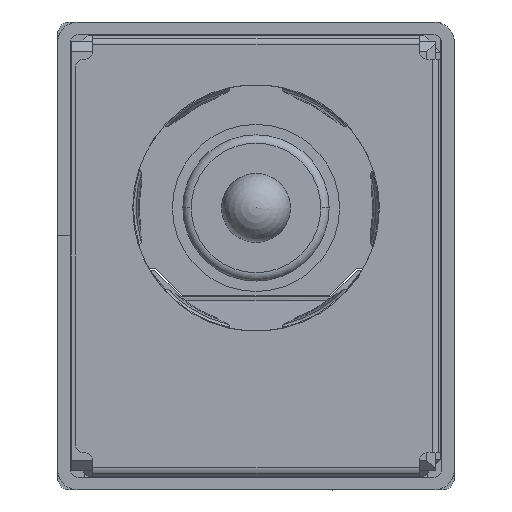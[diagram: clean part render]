
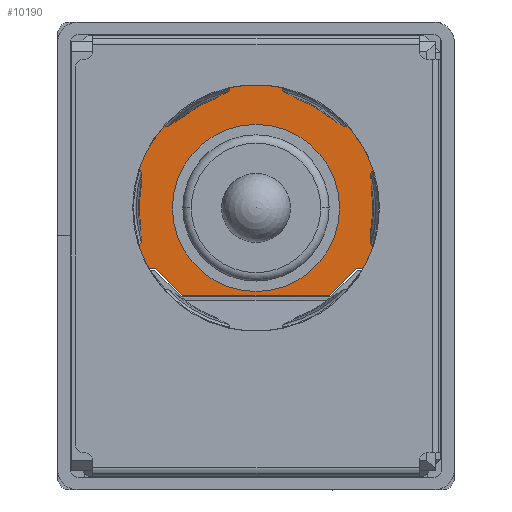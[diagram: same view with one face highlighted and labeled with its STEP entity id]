
A CAD part, left-side view. The second image highlights one B-rep face of the part: STEP entity #10190.
In plain terms, the highlighted planar face has unit normal (-1, 0, 0).
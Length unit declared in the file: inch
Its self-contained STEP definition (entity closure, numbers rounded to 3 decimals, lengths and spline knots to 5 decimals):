
#1000 = LINE ( 'NONE', #9019, #13743 ) ;
#3411 = FACE_BOUND ( 'NONE', #22531, .T. ) ;
#3780 = VERTEX_POINT ( 'NONE', #27596 ) ;
#3893 = CARTESIAN_POINT ( 'NONE',  ( -0.08136, 0.33663, -0.08268 ) ) ;
#4114 = CARTESIAN_POINT ( 'NONE',  ( -0.08136, 0.26773, 0. ) ) ;
#4150 = CARTESIAN_POINT ( 'NONE',  ( -0.08136, 0.19884, -0.08268 ) ) ;
#4219 = VERTEX_POINT ( 'NONE', #13580 ) ;
#4753 = ORIENTED_EDGE ( 'NONE', *, *, #33246, .T. ) ;
#4890 = VECTOR ( 'NONE', #13449, 39.37008 ) ;
#5284 = AXIS2_PLACEMENT_3D ( 'NONE', #29923, #30263, #21637 ) ;
#5298 = VECTOR ( 'NONE', #24974, 39.37008 ) ;
#5390 = EDGE_CURVE ( 'NONE', #26216, #17437, #32982, .T. ) ;
#5411 = ORIENTED_EDGE ( 'NONE', *, *, #26985, .F. ) ;
#6149 = DIRECTION ( 'NONE',  ( -1., 0., 0. ) ) ;
#6694 = DIRECTION ( 'NONE',  ( 1., 0., 0. ) ) ;
#7557 = CIRCLE ( 'NONE', #5284, 0.11614 ) ;
#8168 = CIRCLE ( 'NONE', #30193, 0.07874 ) ;
#8787 = CIRCLE ( 'NONE', #20691, 0.07874 ) ;
#9019 = CARTESIAN_POINT ( 'NONE',  ( -0.08136, 0.17325, -0.05709 ) ) ;
#9656 = CARTESIAN_POINT ( 'NONE',  ( -0.08136, 0.33663, -0.08268 ) ) ;
#9748 = VERTEX_POINT ( 'NONE', #26508 ) ;
#10129 = AXIS2_PLACEMENT_3D ( 'NONE', #34682, #10397, #29346 ) ;
#10190 = ADVANCED_FACE ( 'NONE', ( #14083, #3411 ), #15120, .F. ) ;
#10397 = DIRECTION ( 'NONE',  ( -1., 0., 0. ) ) ;
#10453 = CARTESIAN_POINT ( 'NONE',  ( -0.08136, 0.26773, -0.00551 ) ) ;
#10474 = EDGE_CURVE ( 'NONE', #33490, #9748, #1000, .T. ) ;
#11753 = ORIENTED_EDGE ( 'NONE', *, *, #5390, .T. ) ;
#12180 = VECTOR ( 'NONE', #25530, 39.37008 ) ;
#12316 = CARTESIAN_POINT ( 'NONE',  ( -0.08136, 0.17325, -0.05709 ) ) ;
#12329 = VERTEX_POINT ( 'NONE', #24632 ) ;
#12633 = EDGE_CURVE ( 'NONE', #4219, #13290, #7557, .T. ) ;
#12710 = LINE ( 'NONE', #18744, #4890 ) ;
#12947 = DIRECTION ( 'NONE',  ( 0., 1., 0. ) ) ;
#13290 = VERTEX_POINT ( 'NONE', #27352 ) ;
#13449 = DIRECTION ( 'NONE',  ( 0., -0.707, 0.707 ) ) ;
#13580 = CARTESIAN_POINT ( 'NONE',  ( -0.08136, 0.15159, 0. ) ) ;
#13685 = EDGE_CURVE ( 'NONE', #17437, #34775, #31202, .T. ) ;
#13743 = VECTOR ( 'NONE', #31500, 39.37008 ) ;
#13855 = CARTESIAN_POINT ( 'NONE',  ( -0.08136, 0.26773, 0. ) ) ;
#14083 = FACE_OUTER_BOUND ( 'NONE', #20748, .T. ) ;
#14471 = ORIENTED_EDGE ( 'NONE', *, *, #13685, .T. ) ;
#14989 = AXIS2_PLACEMENT_3D ( 'NONE', #13855, #6149, #16996 ) ;
#15120 = PLANE ( 'NONE',  #28365 ) ;
#16106 = CARTESIAN_POINT ( 'NONE',  ( -0.08136, 0.36222, -0.05709 ) ) ;
#16522 = ORIENTED_EDGE ( 'NONE', *, *, #12633, .T. ) ;
#16944 = VERTEX_POINT ( 'NONE', #26955 ) ;
#16996 = DIRECTION ( 'NONE',  ( 0., 1., 0. ) ) ;
#17131 = ORIENTED_EDGE ( 'NONE', *, *, #32182, .T. ) ;
#17437 = VERTEX_POINT ( 'NONE', #9656 ) ;
#18744 = CARTESIAN_POINT ( 'NONE',  ( -0.08136, 0.19884, -0.08268 ) ) ;
#19782 = EDGE_CURVE ( 'NONE', #13290, #16944, #32737, .T. ) ;
#19873 = CARTESIAN_POINT ( 'NONE',  ( -0.08136, 0.36222, -0.05709 ) ) ;
#20635 = CIRCLE ( 'NONE', #14989, 0.11614 ) ;
#20658 = ORIENTED_EDGE ( 'NONE', *, *, #31550, .T. ) ;
#20691 = AXIS2_PLACEMENT_3D ( 'NONE', #28865, #6694, #28147 ) ;
#20748 = EDGE_LOOP ( 'NONE', ( #5411, #11753, #14471, #4753, #33862, #20658, #16522, #30722 ) ) ;
#21637 = DIRECTION ( 'NONE',  ( 0., 1., 0. ) ) ;
#22531 = EDGE_LOOP ( 'NONE', ( #17131, #31365 ) ) ;
#23931 = EDGE_CURVE ( 'NONE', #3780, #12329, #8168, .T. ) ;
#24632 = CARTESIAN_POINT ( 'NONE',  ( -0.08136, 0.34647, 0. ) ) ;
#24974 = DIRECTION ( 'NONE',  ( 0., -0.707, -0.707 ) ) ;
#25530 = DIRECTION ( 'NONE',  ( 0., -1., 0. ) ) ;
#25751 = DIRECTION ( 'NONE',  ( 0., -1., 0. ) ) ;
#26216 = VERTEX_POINT ( 'NONE', #33122 ) ;
#26508 = CARTESIAN_POINT ( 'NONE',  ( -0.08136, 0.16659, -0.05709 ) ) ;
#26516 = VECTOR ( 'NONE', #32200, 39.37008 ) ;
#26955 = CARTESIAN_POINT ( 'NONE',  ( -0.08136, 0.36888, -0.05709 ) ) ;
#26985 = EDGE_CURVE ( 'NONE', #26216, #16944, #32553, .T. ) ;
#27352 = CARTESIAN_POINT ( 'NONE',  ( -0.08136, 0.38388, 0. ) ) ;
#27596 = CARTESIAN_POINT ( 'NONE',  ( -0.08136, 0.18899, 0. ) ) ;
#28147 = DIRECTION ( 'NONE',  ( 0., -1., 0. ) ) ;
#28365 = AXIS2_PLACEMENT_3D ( 'NONE', #10453, #31368, #12947 ) ;
#28865 = CARTESIAN_POINT ( 'NONE',  ( -0.08136, 0.26773, 0. ) ) ;
#29346 = DIRECTION ( 'NONE',  ( 0., 1., 0. ) ) ;
#29923 = CARTESIAN_POINT ( 'NONE',  ( -0.08136, 0.26773, 0. ) ) ;
#30193 = AXIS2_PLACEMENT_3D ( 'NONE', #4114, #34461, #25751 ) ;
#30263 = DIRECTION ( 'NONE',  ( -1., 0., 0. ) ) ;
#30722 = ORIENTED_EDGE ( 'NONE', *, *, #19782, .T. ) ;
#31202 = LINE ( 'NONE', #3893, #12180 ) ;
#31365 = ORIENTED_EDGE ( 'NONE', *, *, #23931, .T. ) ;
#31368 = DIRECTION ( 'NONE',  ( 1., 0., 0. ) ) ;
#31500 = DIRECTION ( 'NONE',  ( 0., -1., 0. ) ) ;
#31550 = EDGE_CURVE ( 'NONE', #9748, #4219, #20635, .T. ) ;
#32182 = EDGE_CURVE ( 'NONE', #12329, #3780, #8787, .T. ) ;
#32200 = DIRECTION ( 'NONE',  ( 0., 1., 0. ) ) ;
#32553 = LINE ( 'NONE', #16106, #26516 ) ;
#32737 = CIRCLE ( 'NONE', #10129, 0.11614 ) ;
#32982 = LINE ( 'NONE', #19873, #5298 ) ;
#33122 = CARTESIAN_POINT ( 'NONE',  ( -0.08136, 0.36222, -0.05709 ) ) ;
#33246 = EDGE_CURVE ( 'NONE', #34775, #33490, #12710, .T. ) ;
#33490 = VERTEX_POINT ( 'NONE', #12316 ) ;
#33862 = ORIENTED_EDGE ( 'NONE', *, *, #10474, .T. ) ;
#34461 = DIRECTION ( 'NONE',  ( 1., 0., 0. ) ) ;
#34682 = CARTESIAN_POINT ( 'NONE',  ( -0.08136, 0.26773, 0. ) ) ;
#34775 = VERTEX_POINT ( 'NONE', #4150 ) ;
